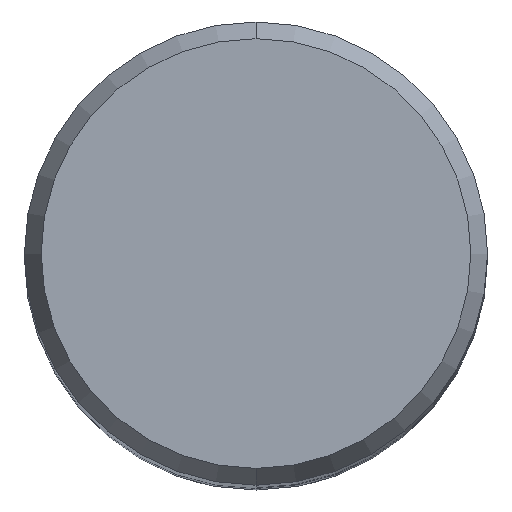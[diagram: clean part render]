
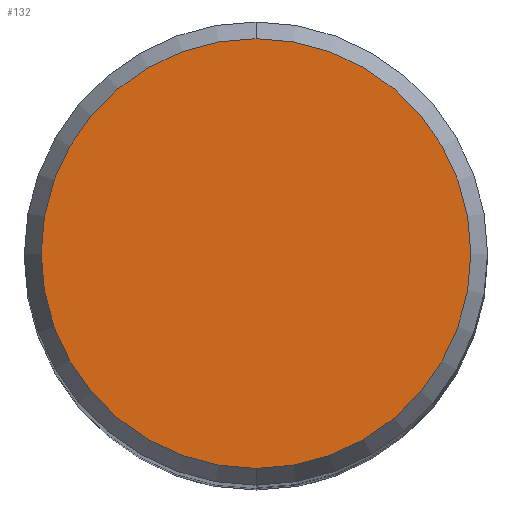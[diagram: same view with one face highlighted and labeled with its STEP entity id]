
A CAD part, top view. The second image highlights one B-rep face of the part: STEP entity #132.
In plain terms, the highlighted planar face has unit normal (0, 0, 1).
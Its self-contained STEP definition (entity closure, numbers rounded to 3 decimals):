
#124=EDGE_CURVE('',#138,#152,#256,.T.);
#132=ADVANCED_FACE('',(#265),#266,.T.);
#138=VERTEX_POINT('',#275);
#152=VERTEX_POINT('',#289);
#156=EDGE_CURVE('',#152,#138,#293,.T.);
#256=CIRCLE('',#398,5.892);
#265=FACE_OUTER_BOUND('',#407,.T.);
#266=PLANE('',#408);
#275=CARTESIAN_POINT('',(0.0,5.892,0.01));
#289=CARTESIAN_POINT('',(0.,-5.892,0.01));
#293=CIRCLE('',#442,5.892);
#398=AXIS2_PLACEMENT_3D('',#558,#559,#560);
#407=EDGE_LOOP('',(#574,#575));
#408=AXIS2_PLACEMENT_3D('',#576,#577,#578);
#442=AXIS2_PLACEMENT_3D('',#603,#604,#605);
#558=CARTESIAN_POINT('',(0.0,0.0,0.01));
#559=DIRECTION('',(0.0,0.0,-1.0));
#560=DIRECTION('',(0.0,1.0,0.0));
#574=ORIENTED_EDGE('',*,*,#124,.F.);
#575=ORIENTED_EDGE('',*,*,#156,.F.);
#576=CARTESIAN_POINT('',(0.0,2.946,0.01));
#577=DIRECTION('',(-0.0,0.0,1.0));
#578=DIRECTION('',(0.0,-1.0,0.0));
#603=CARTESIAN_POINT('',(0.0,0.0,0.01));
#604=DIRECTION('',(0.0,0.0,-1.0));
#605=DIRECTION('',(0.0,1.0,0.0));
